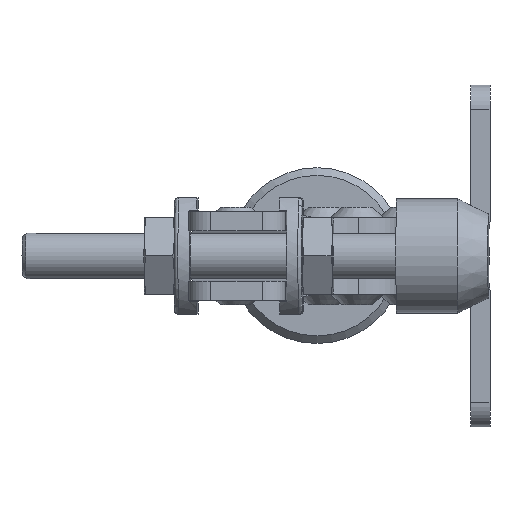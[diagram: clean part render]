
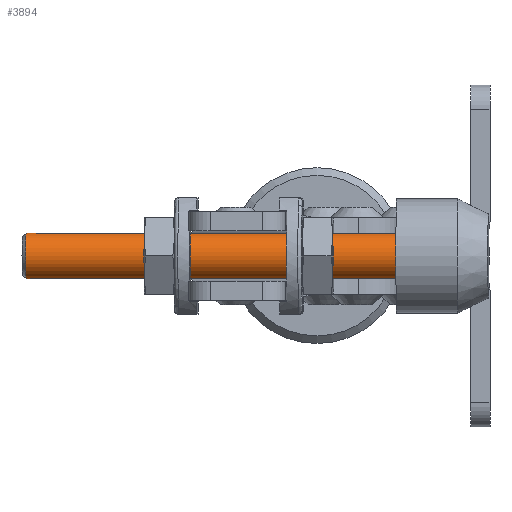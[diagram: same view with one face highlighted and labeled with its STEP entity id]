
A CAD part, left-side view. The second image highlights one B-rep face of the part: STEP entity #3894.
In plain terms, the highlighted cylindrical face has radius 3 mm (diameter 6 mm), a full revolution.
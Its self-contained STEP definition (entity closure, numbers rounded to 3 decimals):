
#153=CYLINDRICAL_SURFACE('',#4177,3.);
#268=CIRCLE('',#4175,3.);
#270=CIRCLE('',#4178,3.);
#1071=VERTEX_POINT('',#6104);
#1073=VERTEX_POINT('',#6109);
#1539=EDGE_CURVE('',#1071,#1071,#268,.T.);
#1541=EDGE_CURVE('',#1073,#1073,#270,.T.);
#2237=ORIENTED_EDGE('',*,*,#1541,.T.);
#2238=ORIENTED_EDGE('',*,*,#1539,.F.);
#3109=EDGE_LOOP('',(#2237));
#3110=EDGE_LOOP('',(#2238));
#3509=FACE_BOUND('',#3109,.T.);
#3510=FACE_BOUND('',#3110,.T.);
#3894=ADVANCED_FACE('',(#3509,#3510),#153,.T.);
#4175=AXIS2_PLACEMENT_3D('',#6103,#4753,#4754);
#4177=AXIS2_PLACEMENT_3D('',#6107,#4757,#4758);
#4178=AXIS2_PLACEMENT_3D('',#6108,#4759,#4760);
#4753=DIRECTION('',(0.014,1.,0.));
#4754=DIRECTION('',(3.,-0.043,0.));
#4757=DIRECTION('',(0.014,1.,0.));
#4758=DIRECTION('',(-3.,0.043,0.));
#4759=DIRECTION('',(0.014,1.,0.));
#4760=DIRECTION('',(-3.,0.043,0.));
#6103=CARTESIAN_POINT('',(325.359,225.356,-9.525));
#6104=CARTESIAN_POINT('',(322.359,225.399,-9.525));
#6107=CARTESIAN_POINT('',(325.015,201.358,-9.525));
#6108=CARTESIAN_POINT('',(324.663,176.861,-9.525));
#6109=CARTESIAN_POINT('',(321.664,176.904,-9.525));
